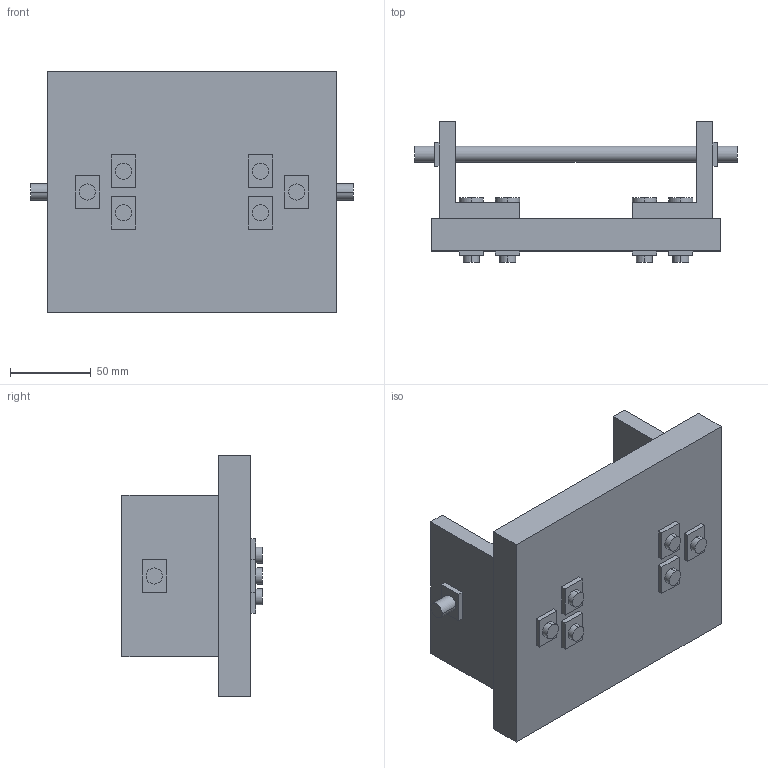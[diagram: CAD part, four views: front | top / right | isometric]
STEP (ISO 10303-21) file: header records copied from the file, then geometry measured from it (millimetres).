
FILE_DESCRIPTION((''),'2;1');
FILE_NAME('AS1-PE_ASM','2001-05-07T',('MLobo'),(''),'PRO/ENGINEER BY PARAMETRIC TECHNOLOGY CORPORATION, 2001150','PRO/ENGINEER BY PARAMETRIC TECHNOLOGY CORPORATION, 2001150','');
FILE_SCHEMA(('CONFIG_CONTROL_DESIGN', 'GEOMETRIC_VALIDATION_PROPERTIES_MIM'));
Length unit declared in the file: millimetre
Products named in the file (9): XR1-PE-PLT; XR1-PE-LBR; XR1-PE-BOLT; XR1-PE-NUT; NUT-BOLT_ASM; L-BRACKET_ASM; XR1-PE-ROD; ROD_ASM; AS1-PE_ASM
Assembly tree (13 placements, depth 4):
  AS1-PE_ASM
    XR1-PE-PLT
    L-BRACKET_ASM  x2
      XR1-PE-LBR
      NUT-BOLT_ASM
        XR1-PE-BOLT
        XR1-PE-NUT
    ROD_ASM
      XR1-PE-ROD
      XR1-PE-NUT  x2
Bounding box: 200 x 87 x 150 mm (x, y, z)
Volume: 765931.7 mm3; surface area: 141644.8 mm2
Topology: 18 solids, 18 shells, 160 faces, 354 edges, 236 vertices
Faces by surface type: plane 90, cylinder 70
Entity records: 2382 total; most frequent: DIRECTION 350, CARTESIAN_POINT 316, ORIENTED_EDGE 252, AXIS2_PLACEMENT_3D 140, EDGE_CURVE 126, VERTEX_POINT 84, EDGE_LOOP 76, PRESENTATION_STYLE_ASSIGNMENT 75
